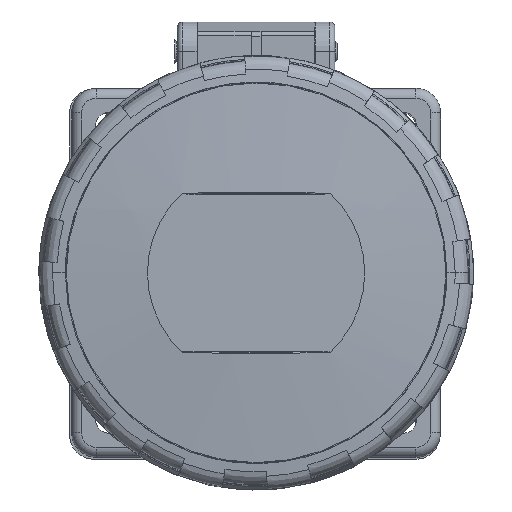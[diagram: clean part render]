
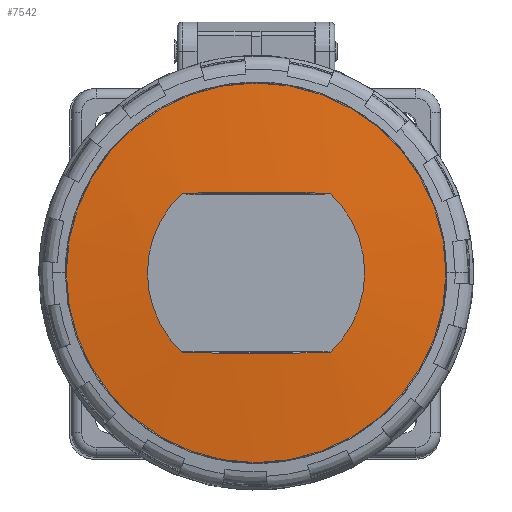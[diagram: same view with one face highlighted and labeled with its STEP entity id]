
A CAD part, front view. The second image highlights one B-rep face of the part: STEP entity #7542.
In plain terms, the highlighted spherical face has radius 330 mm.
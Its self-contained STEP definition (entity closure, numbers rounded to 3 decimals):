
#245=SPHERICAL_SURFACE('',#42526,330.);
#2980=FACE_BOUND('',#13085,.T.);
#2981=FACE_BOUND('',#13086,.T.);
#5250=CIRCLE('',#42521,38.6);
#5251=CIRCLE('',#42522,22.087);
#5252=CIRCLE('',#42523,263.044);
#5253=CIRCLE('',#42524,22.087);
#5254=CIRCLE('',#42525,263.044);
#7542=ADVANCED_FACE('',(#2980,#2981),#245,.T.);
#13085=EDGE_LOOP('',(#23340));
#13086=EDGE_LOOP('',(#23341,#23342,#23343,#23344));
#23340=ORIENTED_EDGE('',*,*,#33516,.F.);
#23341=ORIENTED_EDGE('',*,*,#33517,.F.);
#23342=ORIENTED_EDGE('',*,*,#33518,.T.);
#23343=ORIENTED_EDGE('',*,*,#33519,.F.);
#23344=ORIENTED_EDGE('',*,*,#33520,.T.);
#28108=VERTEX_POINT('',#84773);
#28109=VERTEX_POINT('',#84775);
#28110=VERTEX_POINT('',#84776);
#28111=VERTEX_POINT('',#84778);
#28112=VERTEX_POINT('',#84780);
#33516=EDGE_CURVE('',#28108,#28108,#5250,.T.);
#33517=EDGE_CURVE('',#28109,#28110,#5251,.T.);
#33518=EDGE_CURVE('',#28109,#28111,#5252,.T.);
#33519=EDGE_CURVE('',#28112,#28111,#5253,.T.);
#33520=EDGE_CURVE('',#28112,#28110,#5254,.T.);
#42521=AXIS2_PLACEMENT_3D('',#84772,#52416,#52417);
#42522=AXIS2_PLACEMENT_3D('',#84774,#52418,#52419);
#42523=AXIS2_PLACEMENT_3D('',#84777,#52420,#52421);
#42524=AXIS2_PLACEMENT_3D('',#84779,#52422,#52423);
#42525=AXIS2_PLACEMENT_3D('',#84781,#52424,#52425);
#42526=AXIS2_PLACEMENT_3D('',#84782,#52426,#52427);
#52416=DIRECTION('',(0.,1.,0.));
#52417=DIRECTION('',(0.,0.,1.));
#52418=DIRECTION('',(0.,-1.,0.));
#52419=DIRECTION('',(1.,0.,0.));
#52420=DIRECTION('',(0.,0.643,0.766));
#52421=DIRECTION('',(0.,0.766,-0.643));
#52422=DIRECTION('',(0.,-1.,0.));
#52423=DIRECTION('',(1.,0.,0.));
#52424=DIRECTION('',(0.,0.643,-0.766));
#52425=DIRECTION('',(0.,-0.766,-0.643));
#52426=DIRECTION('',(0.,0.,-1.));
#52427=DIRECTION('',(1.,0.,0.));
#84772=CARTESIAN_POINT('',(4.626,-42.685,7.224));
#84773=CARTESIAN_POINT('',(4.626,-42.685,45.824));
#84774=CARTESIAN_POINT('',(4.626,-44.21,7.224));
#84775=CARTESIAN_POINT('',(-10.436,-44.21,23.379));
#84776=CARTESIAN_POINT('',(-10.436,-44.21,-8.931));
#84777=CARTESIAN_POINT('',(4.626,156.963,-145.425));
#84778=CARTESIAN_POINT('',(19.688,-44.21,23.379));
#84779=CARTESIAN_POINT('',(4.626,-44.21,7.224));
#84780=CARTESIAN_POINT('',(19.688,-44.21,-8.931));
#84781=CARTESIAN_POINT('',(4.626,156.963,159.873));
#84782=CARTESIAN_POINT('',(4.626,285.05,7.224));
